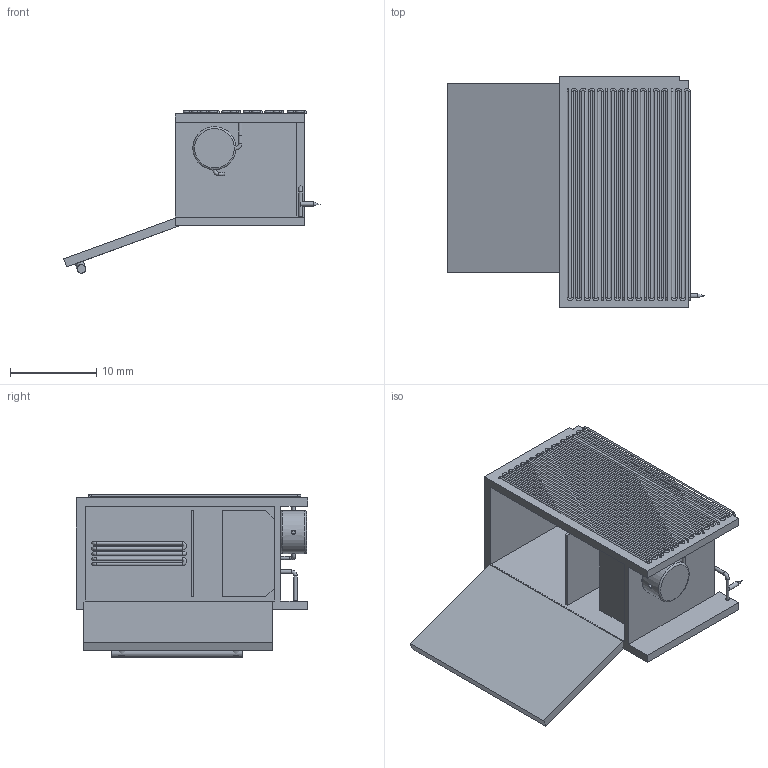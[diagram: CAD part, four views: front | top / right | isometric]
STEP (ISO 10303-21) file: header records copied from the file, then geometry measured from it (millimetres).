
FILE_DESCRIPTION(/* description */ (''),/* implementation_level */ '2;1');
FILE_NAME(/* name */ 'e8e582f3-a42e-4c39-949e-83a3f0255aa2.stp',/* time_stamp */ '2017-10-20T17:53:33-04:00',/* author */ ('steven03bob'),/* organization */ (''),/* preprocessor_version */ 'ST-DEVELOPER v16.13',/* originating_system */ 'Autodesk Translation Framework v6.5.0.72',/* authorisation */ '');
FILE_SCHEMA (('AUTOMOTIVE_DESIGN { 1 0 10303 214 3 1 1 }'));
Length unit declared in the file: millimetre
Products named in the file (12): freezer v10; freezer storage box v1; Freezerpart v4; Part1 v1; doorfull v1; pipe v1; #4246; condesnor or evap v1; moar pipe v1; Coil connector v1; Dryerfilter v1; ipe v1
Assembly tree (20 placements, depth 2):
  freezer v10
    freezer storage box v1
    Freezerpart v4
    Coil connector v1  x4
    Part1 v1
    moar pipe v1  x2
    doorfull v1
    pipe v1
    #4246
    condesnor or evap v1  x6
    Dryerfilter v1
    ipe v1
Bounding box: 29.87 x 26.88 x 18.89 mm (x, y, z)
Volume: 1597.4 mm3; surface area: 5241.1 mm2
Topology: 27 solids, 27 shells, 206 faces, 488 edges, 337 vertices
Faces by surface type: plane 102, cylinder 53, torus 50, cone 1
Full cylindrical faces by diameter (mm): 0.2 x30, 0.25 x1, 0.4 x14, 0.5 x2, 1 x3, 5 x1
Entity records: 4299 total; most frequent: CARTESIAN_POINT 852, DIRECTION 711, ORIENTED_EDGE 568, EDGE_CURVE 284, AXIS2_PLACEMENT_3D 279, VERTEX_POINT 193, LINE 153, VECTOR 153
